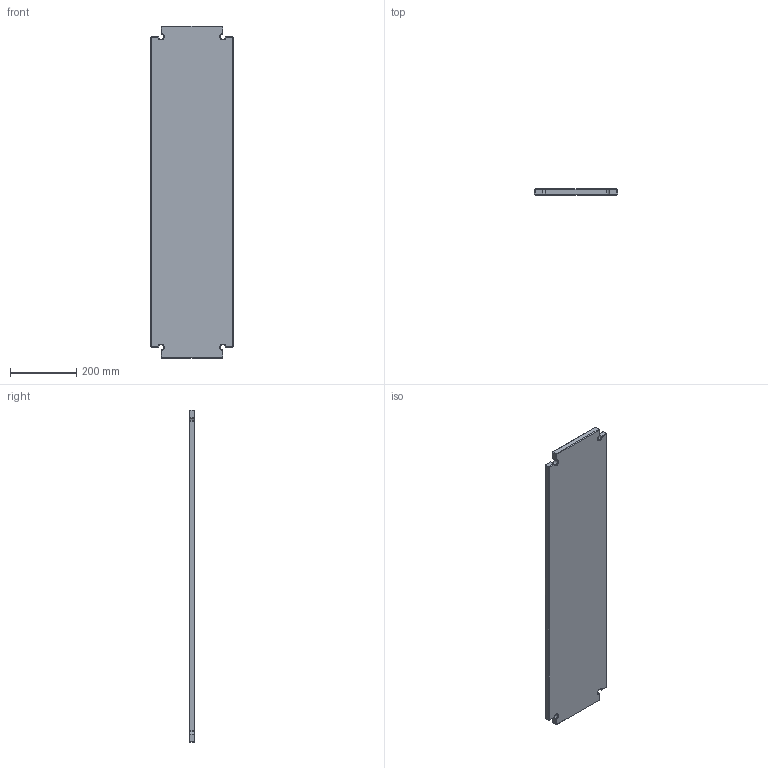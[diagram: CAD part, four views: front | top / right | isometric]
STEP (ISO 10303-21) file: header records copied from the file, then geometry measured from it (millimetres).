
FILE_DESCRIPTION (( 'STEP AP203' ), '1' );
FILE_NAME ('T76800.STEP', '2018-09-10T15:26:42', ( '' ), ( '' ), 'SwSTEP 2.0', 'SolidWorks 2016', '' );
FILE_SCHEMA (( 'CONFIG_CONTROL_DESIGN' ));
Length unit declared in the file: millimetre
Products named in the file (1): T76800
Bounding box: 250 x 18 x 1000 mm (x, y, z)
Volume: 4405990.4 mm3; surface area: 531035.1 mm2
Topology: 1 solids, 1 shells, 82 faces, 189 edges, 109 vertices
Faces by surface type: plane 62, cone 14, cylinder 6
Entity records: 2327 total; most frequent: CARTESIAN_POINT 429, ORIENTED_EDGE 378, DIRECTION 368, EDGE_CURVE 189, VECTOR 144, LINE 144, AXIS2_PLACEMENT_3D 112, VERTEX_POINT 109
